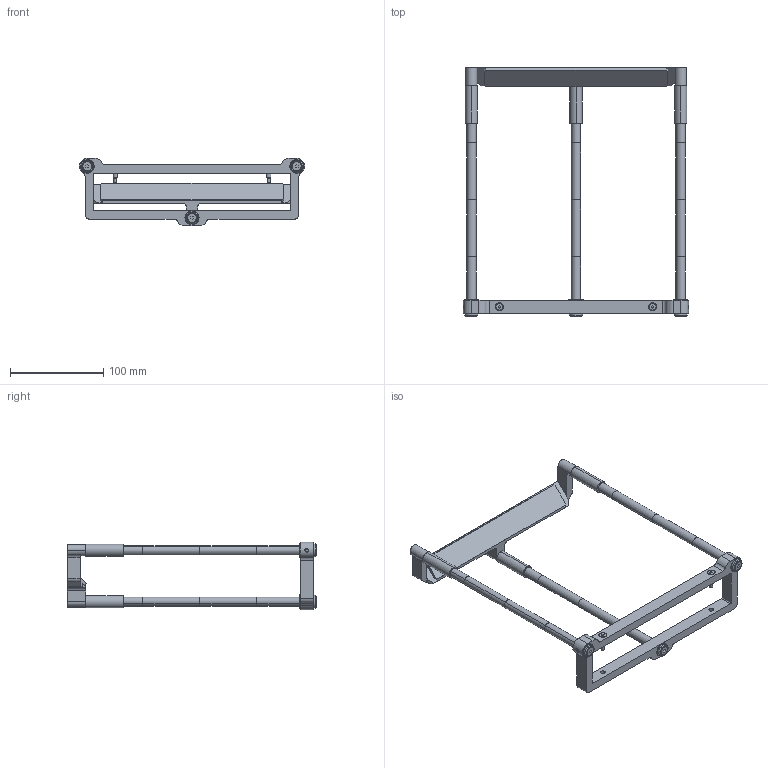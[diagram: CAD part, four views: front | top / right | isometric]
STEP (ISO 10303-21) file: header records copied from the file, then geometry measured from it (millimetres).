
FILE_DESCRIPTION (( 'STEP AP203' ), '1' );
FILE_NAME ('DP22528-B_CMMR4K180-V.step', '2022-01-13T09:04:07', ( '' ), ( '' ), 'SwSTEP 2.0', 'SolidWorks 2021', '' );
FILE_SCHEMA (( 'CONFIG_CONTROL_DESIGN' ));
Length unit declared in the file: millimetre
Products named in the file (1): DP22528-B_CMMR4K180-V
Bounding box: 241 x 267.32 x 72 mm (x, y, z)
Surface area: 82692.9 mm2 (no closed solid volume)
Topology: 0 solids, 39 shells, 281 faces, 763 edges, 513 vertices
Faces by surface type: plane 132, cylinder 115, cone 34
Entity records: 9028 total; most frequent: CARTESIAN_POINT 1664, DIRECTION 1641, ORIENTED_EDGE 1310, EDGE_CURVE 763, AXIS2_PLACEMENT_3D 602, VERTEX_POINT 513, LINE 437, VECTOR 437
